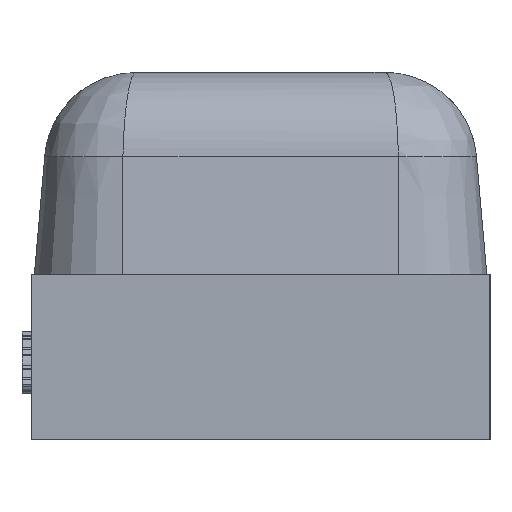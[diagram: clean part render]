
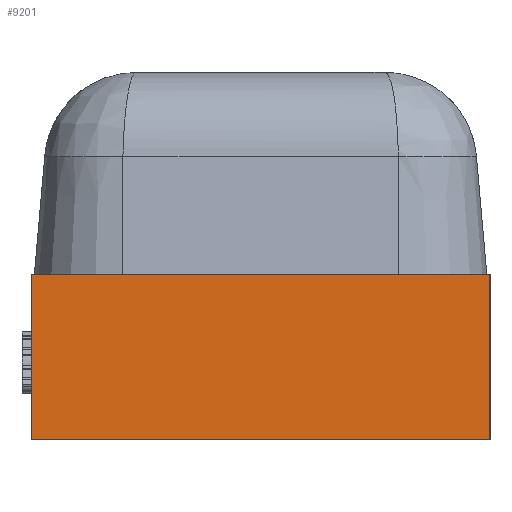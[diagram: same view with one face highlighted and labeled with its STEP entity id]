
A CAD part, left-side view. The second image highlights one B-rep face of the part: STEP entity #9201.
In plain terms, the highlighted planar face has unit normal (-1, 0, 0).
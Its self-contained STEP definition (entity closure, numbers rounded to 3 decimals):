
#596 = LINE ( 'NONE', #10206, #14764 ) ;
#959 = EDGE_CURVE ( 'NONE', #7194, #12864, #596, .T. ) ;
#1101 = ORIENTED_EDGE ( 'NONE', *, *, #12037, .T. ) ;
#2300 = CARTESIAN_POINT ( 'NONE',  ( -0.5, 0.25, 0. ) ) ;
#3242 = CARTESIAN_POINT ( 'NONE',  ( -0.5, 0.25, 0.14 ) ) ;
#4475 = CARTESIAN_POINT ( 'NONE',  ( -0.5, -0.25, -0.04 ) ) ;
#5581 = EDGE_CURVE ( 'NONE', #15406, #12864, #15143, .T. ) ;
#6167 = PLANE ( 'NONE',  #11005 ) ;
#7014 = CARTESIAN_POINT ( 'NONE',  ( -0.5, -0.25, 0.14 ) ) ;
#7194 = VERTEX_POINT ( 'NONE', #4475 ) ;
#7522 = EDGE_CURVE ( 'NONE', #17390, #15406, #10653, .T. ) ;
#7794 = DIRECTION ( 'NONE',  ( 0., 0., -1. ) ) ;
#8192 = EDGE_LOOP ( 'NONE', ( #15136, #16116, #14341, #1101 ) ) ;
#8958 = VECTOR ( 'NONE', #16407, 1000. ) ;
#9201 = ADVANCED_FACE ( 'NONE', ( #14727 ), #6167, .F. ) ;
#10189 = VECTOR ( 'NONE', #10939, 1000. ) ;
#10206 = CARTESIAN_POINT ( 'NONE',  ( -0.5, -0.25, 0. ) ) ;
#10653 = LINE ( 'NONE', #15869, #17102 ) ;
#10926 = LINE ( 'NONE', #17499, #8958 ) ;
#10939 = DIRECTION ( 'NONE',  ( 0., -1., 0. ) ) ;
#11005 = AXIS2_PLACEMENT_3D ( 'NONE', #2300, #17436, #7794 ) ;
#12037 = EDGE_CURVE ( 'NONE', #17390, #7194, #10926, .T. ) ;
#12864 = VERTEX_POINT ( 'NONE', #7014 ) ;
#14341 = ORIENTED_EDGE ( 'NONE', *, *, #7522, .F. ) ;
#14408 = DIRECTION ( 'NONE',  ( 0., 0., 1. ) ) ;
#14727 = FACE_OUTER_BOUND ( 'NONE', #8192, .T. ) ;
#14764 = VECTOR ( 'NONE', #15709, 1000. ) ;
#15136 = ORIENTED_EDGE ( 'NONE', *, *, #959, .T. ) ;
#15143 = LINE ( 'NONE', #15315, #10189 ) ;
#15315 = CARTESIAN_POINT ( 'NONE',  ( -0.5, 0.25, 0.14 ) ) ;
#15406 = VERTEX_POINT ( 'NONE', #3242 ) ;
#15709 = DIRECTION ( 'NONE',  ( 0., 0., 1. ) ) ;
#15869 = CARTESIAN_POINT ( 'NONE',  ( -0.5, 0.25, 0. ) ) ;
#15894 = CARTESIAN_POINT ( 'NONE',  ( -0.5, 0.25, -0.04 ) ) ;
#16116 = ORIENTED_EDGE ( 'NONE', *, *, #5581, .F. ) ;
#16407 = DIRECTION ( 'NONE',  ( 0., -1., 0. ) ) ;
#17102 = VECTOR ( 'NONE', #14408, 1000. ) ;
#17390 = VERTEX_POINT ( 'NONE', #15894 ) ;
#17436 = DIRECTION ( 'NONE',  ( 1., 0., 0. ) ) ;
#17499 = CARTESIAN_POINT ( 'NONE',  ( -0.5, 0.25, -0.04 ) ) ;
